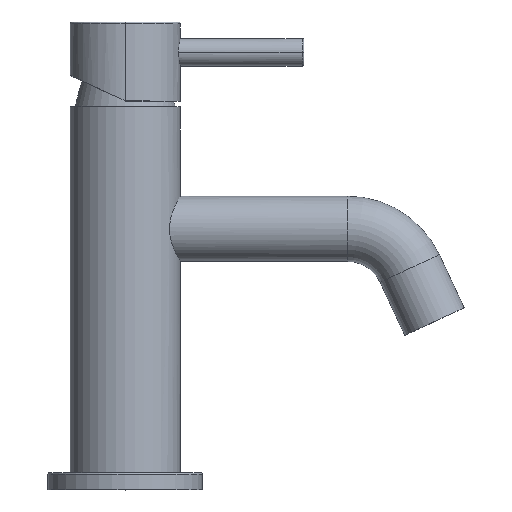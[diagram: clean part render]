
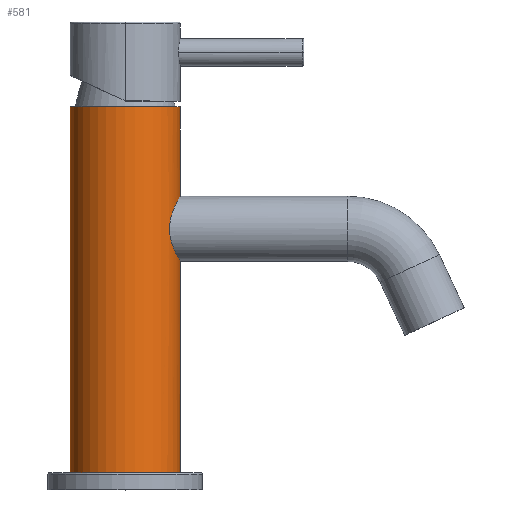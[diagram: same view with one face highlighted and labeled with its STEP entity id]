
A CAD part, top view. The second image highlights one B-rep face of the part: STEP entity #581.
In plain terms, the highlighted cylindrical face has radius 16 mm (diameter 32 mm), a partial arc.
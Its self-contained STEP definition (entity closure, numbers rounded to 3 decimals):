
#29=CARTESIAN_POINT('',(0.,111.5,0.));
#30=DIRECTION('',(0.,1.,0.));
#31=DIRECTION('',(-1.,0.,0.));
#32=AXIS2_PLACEMENT_3D('',#29,#30,#31);
#44=CARTESIAN_POINT('',(16.,66.5,0.));
#62=CARTESIAN_POINT('',(16.,85.5,0.));
#64=DIRECTION('',(0.,1.,0.));
#65=VECTOR('',#64,26.);
#66=CARTESIAN_POINT('',(16.,85.5,0.));
#67=LINE('',#66,#65);
#68=DIRECTION('',(0.,1.,0.));
#69=VECTOR('',#68,61.5);
#70=CARTESIAN_POINT('',(16.,5.,0.));
#71=LINE('',#70,#69);
#90=CARTESIAN_POINT('',(16.,85.5,0.));
#91=CARTESIAN_POINT('',(16.,85.5,0.645));
#92=CARTESIAN_POINT('',(15.923,85.371,1.905));
#93=CARTESIAN_POINT('',(15.598,84.813,3.706));
#94=CARTESIAN_POINT('',(15.117,83.939,5.323));
#95=CARTESIAN_POINT('',(14.536,82.781,6.737));
#96=CARTESIAN_POINT('',(13.921,81.359,7.916));
#97=CARTESIAN_POINT('',(13.37,79.729,8.804));
#98=CARTESIAN_POINT('',(12.974,77.928,9.366));
#99=CARTESIAN_POINT('',(12.828,76.042,9.562));
#100=CARTESIAN_POINT('',(12.962,74.16,9.383));
#101=CARTESIAN_POINT('',(13.344,72.36,8.841));
#102=CARTESIAN_POINT('',(13.893,70.713,7.966));
#103=CARTESIAN_POINT('',(14.512,69.27,6.79));
#104=CARTESIAN_POINT('',(15.101,68.092,5.37));
#105=CARTESIAN_POINT('',(15.59,67.201,3.742));
#106=CARTESIAN_POINT('',(15.921,66.632,1.923));
#107=CARTESIAN_POINT('',(16.,66.5,0.651));
#108=CARTESIAN_POINT('',(16.,66.5,0.));
#110=DIRECTION('',(0.,1.,0.));
#111=VECTOR('',#110,106.5);
#112=CARTESIAN_POINT('',(-16.,5.,0.));
#113=LINE('',#112,#111);
#119=CARTESIAN_POINT('',(0.,5.,0.));
#120=DIRECTION('',(0.,1.,0.));
#121=DIRECTION('',(-1.,0.,0.));
#122=AXIS2_PLACEMENT_3D('',#119,#120,#121);
#382=CARTESIAN_POINT('',(16.,111.5,0.));
#383=CARTESIAN_POINT('',(-16.,111.5,0.));
#384=VERTEX_POINT('',#382);
#385=VERTEX_POINT('',#383);
#386=CARTESIAN_POINT('',(16.,5.,0.));
#387=CARTESIAN_POINT('',(-16.,5.,0.));
#388=VERTEX_POINT('',#386);
#389=VERTEX_POINT('',#387);
#441=VERTEX_POINT('',#44);
#442=VERTEX_POINT('',#62);
#567=CARTESIAN_POINT('',(0.,5.,0.));
#568=DIRECTION('',(0.,1.,0.));
#569=DIRECTION('',(1.,0.,0.));
#570=AXIS2_PLACEMENT_3D('',#567,#568,#569);
#571=CYLINDRICAL_SURFACE('',#570,16.);
#572=ORIENTED_EDGE('',*,*,#558,.T.);
#573=ORIENTED_EDGE('',*,*,#533,.F.);
#575=ORIENTED_EDGE('',*,*,#574,.F.);
#576=ORIENTED_EDGE('',*,*,#529,.T.);
#577=ORIENTED_EDGE('',*,*,#509,.T.);
#578=ORIENTED_EDGE('',*,*,#526,.F.);
#579=EDGE_LOOP('',(#572,#573,#575,#576,#577,#578));
#580=FACE_OUTER_BOUND('',#579,.F.);
#581=ADVANCED_FACE('',(#580),#571,.T.);
#33=CIRCLE('',#32,16.);
#109=B_SPLINE_CURVE_WITH_KNOTS('',3,(#90,#91,#92,#93,#94,#95,#96,#97,#98,#99,
#100,#101,#102,#103,#104,#105,#106,#107,#108),.UNSPECIFIED.,.F.,.F.,(4,1,1,1,1,
1,1,1,1,1,1,1,1,1,1,1,4),(0.,0.063,0.125,0.188,0.25,0.313,0.375,
0.438,0.5,0.563,0.625,0.688,0.75,0.813,0.875,0.938,1.),
.UNSPECIFIED.);
#123=CIRCLE('',#122,16.);
#509=EDGE_CURVE('',#385,#384,#33,.T.);
#526=EDGE_CURVE('',#442,#384,#67,.T.);
#529=EDGE_CURVE('',#389,#385,#113,.T.);
#533=EDGE_CURVE('',#388,#441,#71,.T.);
#558=EDGE_CURVE('',#442,#441,#109,.T.);
#574=EDGE_CURVE('',#389,#388,#123,.T.);
